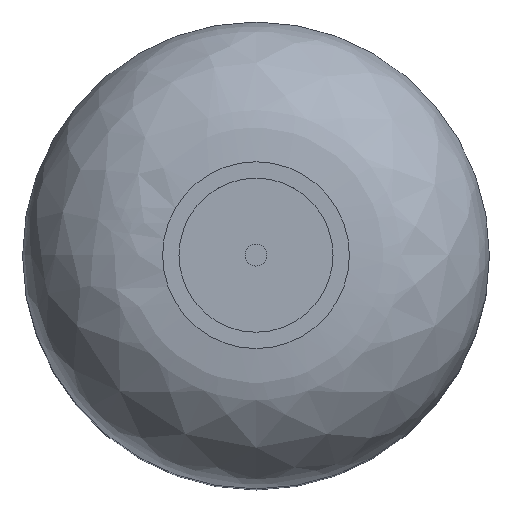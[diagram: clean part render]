
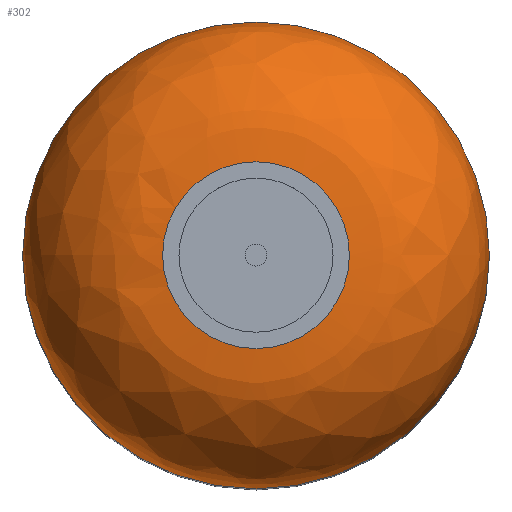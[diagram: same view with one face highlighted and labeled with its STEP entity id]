
A CAD part, top view. The second image highlights one B-rep face of the part: STEP entity #302.
In plain terms, the highlighted free-form (B-spline) face has degree [2, 2] with [3, 9] control points.
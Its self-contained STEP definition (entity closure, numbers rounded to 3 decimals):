
#43=(
BOUNDED_SURFACE()
B_SPLINE_SURFACE(2,2,((#596,#597,#598,#599,#600,#601,#602,#603,#604),(#605,
#606,#607,#608,#609,#610,#611,#612,#613),(#614,#615,#616,#617,#618,#619,
#620,#621,#622)),.UNSPECIFIED.,.F.,.T.,.F.)
B_SPLINE_SURFACE_WITH_KNOTS((3,3),(3,2,2,2,3),(0.,1.571),
(-3.142,-1.571,0.,1.571,3.142),
 .UNSPECIFIED.)
GEOMETRIC_REPRESENTATION_ITEM()
RATIONAL_B_SPLINE_SURFACE(((1.,0.707,1.,0.707,1.,
0.707,1.,0.707,1.),(0.707,0.5,0.707,
0.5,0.707,0.5,0.707,0.5,0.707),(1.,
0.707,1.,0.707,1.,0.707,1.,0.707,
1.)))
REPRESENTATION_ITEM('')
SURFACE()
);
#63=FACE_OUTER_BOUND('',#90,.T.);
#90=EDGE_LOOP('',(#232,#233,#234,#235));
#115=CIRCLE('',#350,30.);
#125=CIRCLE('',#363,45.);
#126=CIRCLE('',#364,75.);
#146=VERTEX_POINT('',#520);
#153=VERTEX_POINT('',#623);
#171=EDGE_CURVE('',#146,#146,#115,.T.);
#183=EDGE_CURVE('',#146,#153,#125,.T.);
#184=EDGE_CURVE('',#153,#153,#126,.T.);
#232=ORIENTED_EDGE('',*,*,#171,.T.);
#233=ORIENTED_EDGE('',*,*,#183,.T.);
#234=ORIENTED_EDGE('',*,*,#184,.T.);
#235=ORIENTED_EDGE('',*,*,#183,.F.);
#302=ADVANCED_FACE('',(#63),#43,.F.);
#350=AXIS2_PLACEMENT_3D('',#521,#414,#415);
#363=AXIS2_PLACEMENT_3D('',#624,#442,#443);
#364=AXIS2_PLACEMENT_3D('',#625,#444,#445);
#414=DIRECTION('center_axis',(0.,0.,-1.));
#415=DIRECTION('ref_axis',(-1.,0.,0.));
#442=DIRECTION('center_axis',(0.,-1.,0.));
#443=DIRECTION('ref_axis',(-1.,0.,0.));
#444=DIRECTION('center_axis',(0.,0.,1.));
#445=DIRECTION('ref_axis',(-1.,0.,0.));
#520=CARTESIAN_POINT('',(-30.,0.,0.));
#521=CARTESIAN_POINT('Origin',(0.,0.,0.));
#596=CARTESIAN_POINT('Ctrl Pts',(-75.,0.,-45.));
#597=CARTESIAN_POINT('Ctrl Pts',(-75.,-75.,-45.));
#598=CARTESIAN_POINT('Ctrl Pts',(0.,-75.,
-45.));
#599=CARTESIAN_POINT('Ctrl Pts',(75.,-75.,-45.));
#600=CARTESIAN_POINT('Ctrl Pts',(75.,0.,-45.));
#601=CARTESIAN_POINT('Ctrl Pts',(75.,75.,-45.));
#602=CARTESIAN_POINT('Ctrl Pts',(0.,75.,
-45.));
#603=CARTESIAN_POINT('Ctrl Pts',(-75.,75.,-45.));
#604=CARTESIAN_POINT('Ctrl Pts',(-75.,0.,-45.));
#605=CARTESIAN_POINT('Ctrl Pts',(-75.,0.,0.));
#606=CARTESIAN_POINT('Ctrl Pts',(-75.,-75.,0.));
#607=CARTESIAN_POINT('Ctrl Pts',(0.,-75.,
0.));
#608=CARTESIAN_POINT('Ctrl Pts',(75.,-75.,0.));
#609=CARTESIAN_POINT('Ctrl Pts',(75.,0.,0.));
#610=CARTESIAN_POINT('Ctrl Pts',(75.,75.,0.));
#611=CARTESIAN_POINT('Ctrl Pts',(0.,75.,
0.));
#612=CARTESIAN_POINT('Ctrl Pts',(-75.,75.,0.));
#613=CARTESIAN_POINT('Ctrl Pts',(-75.,0.,0.));
#614=CARTESIAN_POINT('Ctrl Pts',(-30.,0.,0.));
#615=CARTESIAN_POINT('Ctrl Pts',(-30.,-30.,0.));
#616=CARTESIAN_POINT('Ctrl Pts',(0.,-30.,
0.));
#617=CARTESIAN_POINT('Ctrl Pts',(30.,-30.,0.));
#618=CARTESIAN_POINT('Ctrl Pts',(30.,0.,0.));
#619=CARTESIAN_POINT('Ctrl Pts',(30.,30.,0.));
#620=CARTESIAN_POINT('Ctrl Pts',(0.,30.,
0.));
#621=CARTESIAN_POINT('Ctrl Pts',(-30.,30.,0.));
#622=CARTESIAN_POINT('Ctrl Pts',(-30.,0.,0.));
#623=CARTESIAN_POINT('',(-75.,0.,-45.));
#624=CARTESIAN_POINT('Origin',(-30.,0.,
-45.));
#625=CARTESIAN_POINT('Origin',(0.,0.,-45.));
